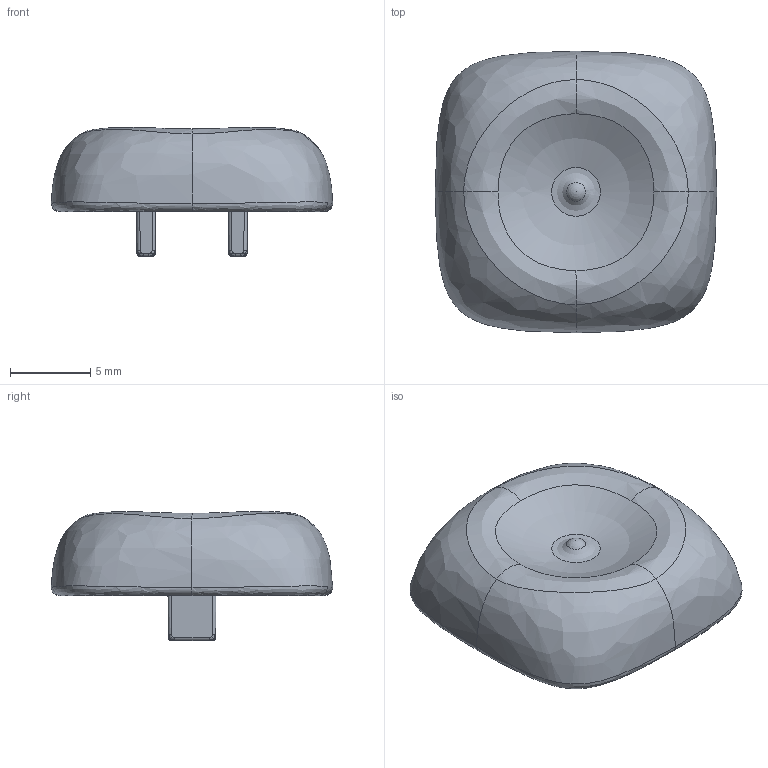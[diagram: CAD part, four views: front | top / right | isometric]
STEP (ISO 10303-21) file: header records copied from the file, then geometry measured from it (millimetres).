
FILE_DESCRIPTION(/* description */ (''),/* implementation_level */ '2;1');
FILE_NAME(/* name */ 'Choc_Normal_Home.step',/* time_stamp */ '2024-08-30T05:33:31+05:00',/* author */ (''),/* organization */ (''),/* preprocessor_version */ 'ST-DEVELOPER v20',/* originating_system */ 'Autodesk Translation Framework v13.14.0.145',/* authorisation */ '');
FILE_SCHEMA (('AUTOMOTIVE_DESIGN { 1 0 10303 214 3 1 1 }'));
Length unit declared in the file: millimetre
Products named in the file (1): HOME
Bounding box: 17.48 x 17.48 x 8.03 mm (x, y, z)
Volume: 1017.4 mm3; surface area: 835.4 mm2
Topology: 1 solids, 1 shells, 150 faces, 380 edges, 234 vertices
Faces by surface type: bspline 111, cylinder 24, plane 12, sphere 2, torus 1
Entity records: 12510 total; most frequent: CARTESIAN_POINT 9278, ORIENTED_EDGE 758, DIRECTION 546, EDGE_CURVE 379, AXIS2_PLACEMENT_3D 249, VERTEX_POINT 234, CIRCLE 209, EDGE_LOOP 153
